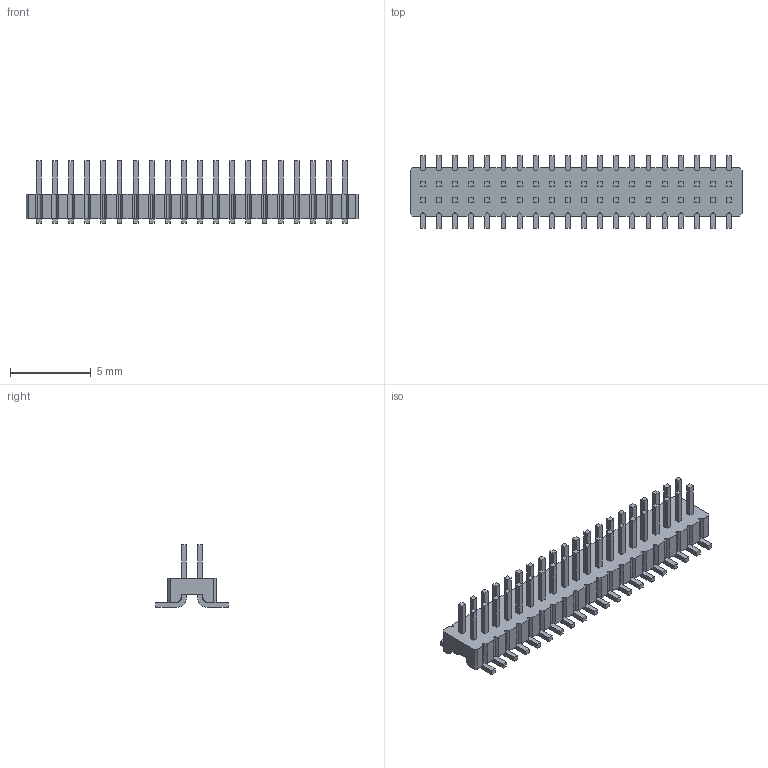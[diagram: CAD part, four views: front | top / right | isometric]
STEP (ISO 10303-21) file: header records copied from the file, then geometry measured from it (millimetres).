
FILE_DESCRIPTION((''),'2;1');
FILE_NAME('C-7-2331929-0','2022-07-07T07:19:50',('workeradm'),('TE Connectivity Ltd.'),'CREO PARAMETRIC BY PTC INC, 2021072','CREO PARAMETRIC BY PTC INC, 2021072','');
FILE_SCHEMA(('AUTOMOTIVE_DESIGN { 1 0 10303 214 1 1 1 1 }'));
Length unit declared in the file: millimetre
Products named in the file (1): C-7-2331929-0
Bounding box: 20.6 x 4.5 x 3.9 mm (x, y, z)
Volume: 90 mm3; surface area: 413 mm2
Topology: 1 solids, 1 shells, 816 faces, 2282 edges, 1468 vertices
Faces by surface type: plane 694, cylinder 122
Entity records: 26026 total; most frequent: CARTESIAN_POINT 4568, ORIENTED_EDGE 4564, DIRECTION 4158, EDGE_CURVE 2282, VECTOR 2038, LINE 2038, VERTEX_POINT 1468, AXIS2_PLACEMENT_3D 1060
